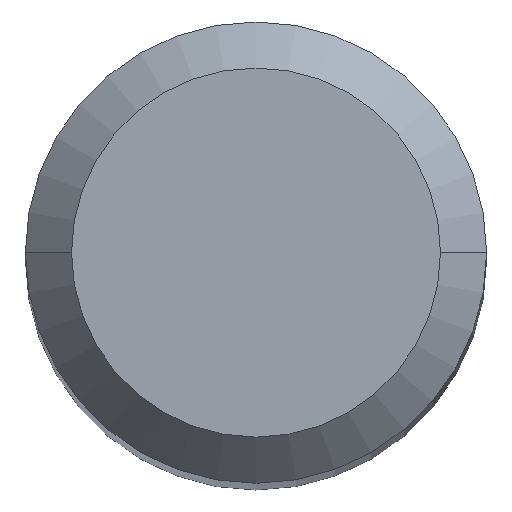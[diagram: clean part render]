
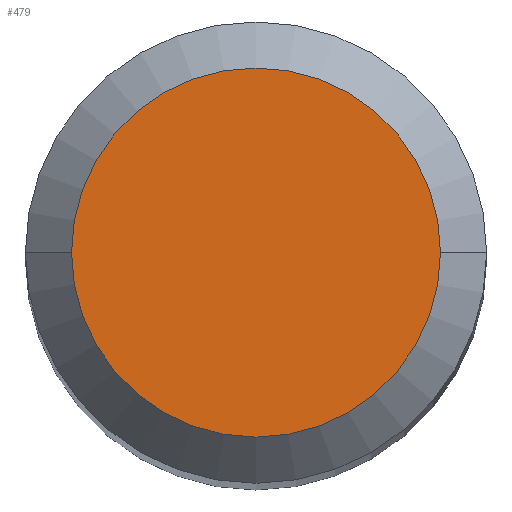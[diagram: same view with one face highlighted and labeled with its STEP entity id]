
A CAD part, top view. The second image highlights one B-rep face of the part: STEP entity #479.
In plain terms, the highlighted planar face has unit normal (0, 0, 1).
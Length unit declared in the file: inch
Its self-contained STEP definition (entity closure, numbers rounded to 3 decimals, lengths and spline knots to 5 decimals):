
#34 = EDGE_CURVE ( 'NONE', #347, #56, #79, .T. ) ;
#56 = VERTEX_POINT ( 'NONE', #295 ) ;
#70 = CARTESIAN_POINT ( 'NONE',  ( -0.04724, 0., 0. ) ) ;
#79 = CIRCLE ( 'NONE', #418, 0.04724 ) ;
#80 = CARTESIAN_POINT ( 'NONE',  ( 0., 0., 0. ) ) ;
#86 = DIRECTION ( 'NONE',  ( 1., 0., 0. ) ) ;
#117 = AXIS2_PLACEMENT_3D ( 'NONE', #349, #303, #86 ) ;
#124 = DIRECTION ( 'NONE',  ( 0., 0., 1. ) ) ;
#153 = EDGE_LOOP ( 'NONE', ( #442, #411 ) ) ;
#154 = EDGE_CURVE ( 'NONE', #56, #347, #335, .T. ) ;
#188 = AXIS2_PLACEMENT_3D ( 'NONE', #415, #406, #461 ) ;
#262 = FACE_OUTER_BOUND ( 'NONE', #153, .T. ) ;
#295 = CARTESIAN_POINT ( 'NONE',  ( 0.04724, 0., 0. ) ) ;
#303 = DIRECTION ( 'NONE',  ( 0., 0., 1. ) ) ;
#322 = PLANE ( 'NONE',  #188 ) ;
#335 = CIRCLE ( 'NONE', #117, 0.04724 ) ;
#339 = DIRECTION ( 'NONE',  ( 1., 0., 0. ) ) ;
#347 = VERTEX_POINT ( 'NONE', #70 ) ;
#349 = CARTESIAN_POINT ( 'NONE',  ( 0., 0., 0. ) ) ;
#406 = DIRECTION ( 'NONE',  ( 0., 0., -1. ) ) ;
#411 = ORIENTED_EDGE ( 'NONE', *, *, #154, .T. ) ;
#415 = CARTESIAN_POINT ( 'NONE',  ( 0., 0., 0. ) ) ;
#418 = AXIS2_PLACEMENT_3D ( 'NONE', #80, #124, #339 ) ;
#442 = ORIENTED_EDGE ( 'NONE', *, *, #34, .T. ) ;
#461 = DIRECTION ( 'NONE',  ( -1., 0., 0. ) ) ;
#479 = ADVANCED_FACE ( 'NONE', ( #262 ), #322, .F. ) ;
